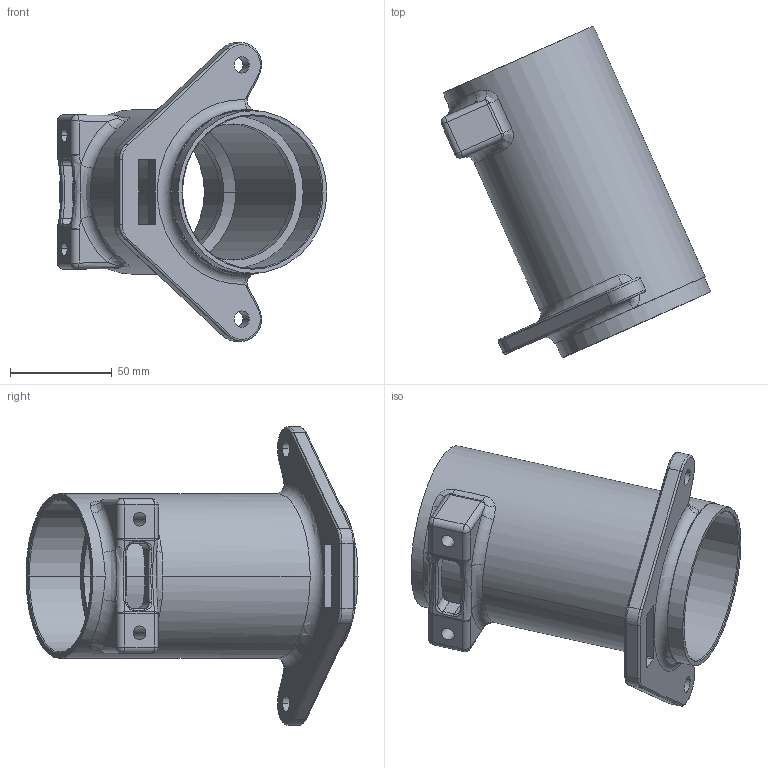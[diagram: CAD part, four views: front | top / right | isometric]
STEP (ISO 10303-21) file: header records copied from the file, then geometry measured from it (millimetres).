
FILE_DESCRIPTION (( 'STEP AP214' ), '1' );
FILE_NAME ('CYC-000.step', '2024-04-03T09:38:35', ( '' ), ( '' ), 'SwSTEP 2.0', 'SolidWorks 2024', '' );
FILE_SCHEMA (( 'AUTOMOTIVE_DESIGN' ));
Length unit declared in the file: millimetre
Products named in the file (1): CYC-000
Bounding box: 132.66 x 163.38 x 146.96 mm (x, y, z)
Volume: 158690.8 mm3; surface area: 86822.3 mm2
Topology: 1 solids, 1 shells, 162 faces, 384 edges, 224 vertices
Faces by surface type: cylinder 73, plane 28, torus 23, bspline 22, cone 8, sphere 8
Entity records: 6078 total; most frequent: CARTESIAN_POINT 2362, DIRECTION 801, ORIENTED_EDGE 752, EDGE_CURVE 376, AXIS2_PLACEMENT_3D 335, VERTEX_POINT 220, CIRCLE 194, EDGE_LOOP 178
